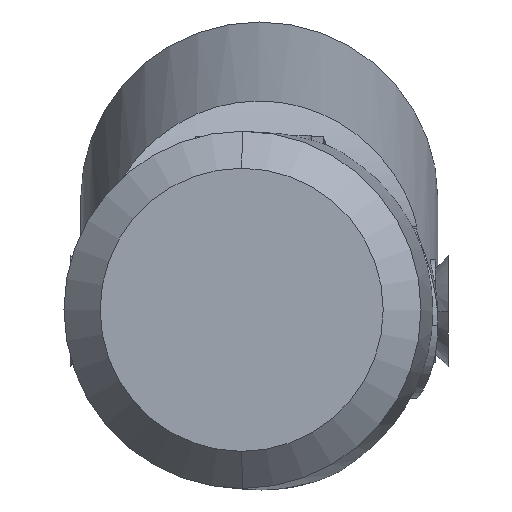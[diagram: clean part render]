
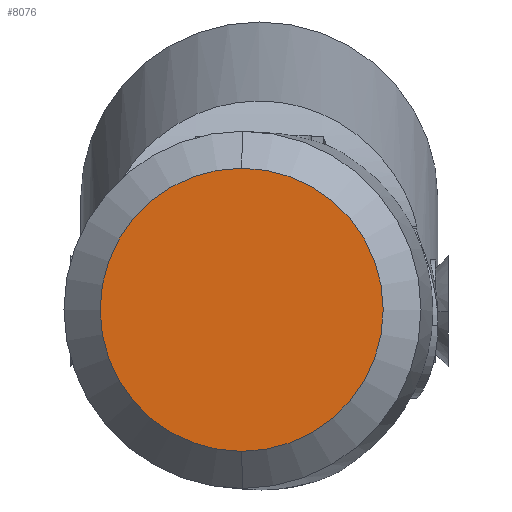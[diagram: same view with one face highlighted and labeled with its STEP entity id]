
A CAD part, top view. The second image highlights one B-rep face of the part: STEP entity #8076.
In plain terms, the highlighted face is planar.
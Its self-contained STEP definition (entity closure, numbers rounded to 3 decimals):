
#4319=CARTESIAN_POINT('',(0.,0.,0.));
#4320=DIRECTION('',(0.,0.,1.));
#4321=DIRECTION('',(-1.,0.,0.));
#4322=AXIS2_PLACEMENT_3D('',#4319,#4320,#4321);
#4324=CARTESIAN_POINT('',(0.,0.,0.));
#4325=DIRECTION('',(0.,0.,1.));
#4326=DIRECTION('',(1.,0.,0.));
#4327=AXIS2_PLACEMENT_3D('',#4324,#4325,#4326);
#7981=CARTESIAN_POINT('',(3.825,0.,0.));
#7982=CARTESIAN_POINT('',(-3.825,0.,0.));
#7983=VERTEX_POINT('',#7981);
#7984=VERTEX_POINT('',#7982);
#8066=CARTESIAN_POINT('',(0.,0.,0.));
#8067=DIRECTION('',(0.,0.,1.));
#8068=DIRECTION('',(1.,0.,0.));
#8069=AXIS2_PLACEMENT_3D('',#8066,#8067,#8068);
#8070=PLANE('',#8069);
#8072=ORIENTED_EDGE('',*,*,#8071,.T.);
#8073=ORIENTED_EDGE('',*,*,#8055,.T.);
#8074=EDGE_LOOP('',(#8072,#8073));
#8075=FACE_OUTER_BOUND('',#8074,.F.);
#8076=ADVANCED_FACE('',(#8075),#8070,.F.);
#4323=CIRCLE('',#4322,3.825);
#4328=CIRCLE('',#4327,3.825);
#8055=EDGE_CURVE('',#7983,#7984,#4328,.T.);
#8071=EDGE_CURVE('',#7984,#7983,#4323,.T.);
